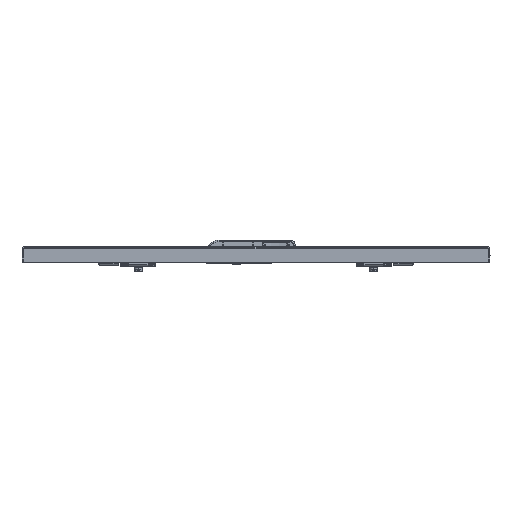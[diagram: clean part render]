
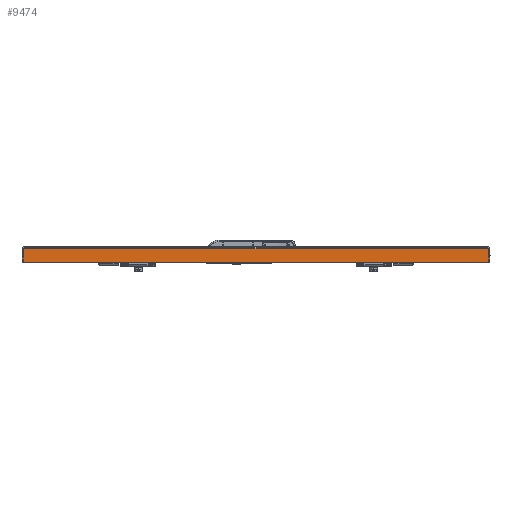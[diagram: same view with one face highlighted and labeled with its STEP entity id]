
A CAD part, left-side view. The second image highlights one B-rep face of the part: STEP entity #9474.
In plain terms, the highlighted planar face has unit normal (-1, 0, 0).
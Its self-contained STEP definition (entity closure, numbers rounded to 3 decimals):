
#7749 = DIRECTION ( 'NONE',  ( 0., -1., 0. ) ) ;
#7754 = CARTESIAN_POINT ( 'NONE',  ( -497., -297.5, -3. ) ) ;
#7768 = CARTESIAN_POINT ( 'NONE',  ( -497., 0., -20. ) ) ;
#7770 = DIRECTION ( 'NONE',  ( 0., -1., 0. ) ) ;
#7777 = DIRECTION ( 'NONE',  ( 0., 0., 1. ) ) ;
#7784 = CARTESIAN_POINT ( 'NONE',  ( -497., -297.5, 0. ) ) ;
#7797 = DIRECTION ( 'NONE',  ( 0., 0., -1. ) ) ;
#7801 = CARTESIAN_POINT ( 'NONE',  ( -497., 297.5, 0. ) ) ;
#7809 = CARTESIAN_POINT ( 'NONE',  ( -497., -297.5, -3. ) ) ;
#7815 = CARTESIAN_POINT ( 'NONE',  ( -497., -297.5, -3. ) ) ;
#7816 = DIRECTION ( 'NONE',  ( 0., -1., 0. ) ) ;
#7820 = DIRECTION ( 'NONE',  ( 0., -1., 0. ) ) ;
#7927 = LINE ( 'NONE', #7754, #7934 ) ;
#7934 = VECTOR ( 'NONE', #7749, 1000. ) ;
#7942 = LINE ( 'NONE', #7768, #7945 ) ;
#7945 = VECTOR ( 'NONE', #7770, 1000. ) ;
#7949 = LINE ( 'NONE', #7784, #7953 ) ;
#7953 = VECTOR ( 'NONE', #7777, 1000. ) ;
#7964 = LINE ( 'NONE', #7801, #7968 ) ;
#7968 = VECTOR ( 'NONE', #7797, 1000. ) ;
#7974 = LINE ( 'NONE', #7809, #7983 ) ;
#7976 = LINE ( 'NONE', #7815, #7979 ) ;
#7979 = VECTOR ( 'NONE', #7816, 1000. ) ;
#7983 = VECTOR ( 'NONE', #7820, 1000. ) ;
#9474 = ADVANCED_FACE ( 'NONE', ( #28944 ), #28119, .F. ) ;
#11709 = EDGE_LOOP ( 'NONE', ( #38514, #38515, #38516, #38517, #38518, #38519 ) ) ;
#15887 = EDGE_CURVE ( 'NONE', #32260, #32266, #7927, .T. ) ;
#15893 = EDGE_CURVE ( 'NONE', #32276, #32268, #7942, .T. ) ;
#15899 = EDGE_CURVE ( 'NONE', #32268, #32280, #7949, .T. ) ;
#15907 = EDGE_CURVE ( 'NONE', #32270, #32276, #7964, .T. ) ;
#15913 = EDGE_CURVE ( 'NONE', #32266, #32280, #7976, .T. ) ;
#15915 = EDGE_CURVE ( 'NONE', #32270, #32260, #7974, .T. ) ;
#28112 = CARTESIAN_POINT ( 'NONE',  ( -497., 0., 0. ) ) ;
#28119 = PLANE ( 'NONE',  #29968 ) ;
#28121 = DIRECTION ( 'NONE',  ( 1., 0., 0. ) ) ;
#28122 = DIRECTION ( 'NONE',  ( 0., 0., -1. ) ) ;
#28944 = FACE_OUTER_BOUND ( 'NONE', #11709, .T. ) ;
#29968 = AXIS2_PLACEMENT_3D ( 'NONE', #28112, #28121, #28122 ) ;
#32260 = VERTEX_POINT ( 'NONE', #35462 ) ;
#32266 = VERTEX_POINT ( 'NONE', #35465 ) ;
#32268 = VERTEX_POINT ( 'NONE', #35466 ) ;
#32270 = VERTEX_POINT ( 'NONE', #35467 ) ;
#32276 = VERTEX_POINT ( 'NONE', #35470 ) ;
#32280 = VERTEX_POINT ( 'NONE', #35472 ) ;
#35462 = CARTESIAN_POINT ( 'NONE',  ( -497., 294.5, -3. ) ) ;
#35465 = CARTESIAN_POINT ( 'NONE',  ( -497., -294.5, -3. ) ) ;
#35466 = CARTESIAN_POINT ( 'NONE',  ( -497., -297.5, -20. ) ) ;
#35467 = CARTESIAN_POINT ( 'NONE',  ( -497., 297.5, -3. ) ) ;
#35470 = CARTESIAN_POINT ( 'NONE',  ( -497., 297.5, -20. ) ) ;
#35472 = CARTESIAN_POINT ( 'NONE',  ( -497., -297.5, -3. ) ) ;
#38514 = ORIENTED_EDGE ( 'NONE', *, *, #15915, .F. ) ;
#38515 = ORIENTED_EDGE ( 'NONE', *, *, #15907, .T. ) ;
#38516 = ORIENTED_EDGE ( 'NONE', *, *, #15893, .T. ) ;
#38517 = ORIENTED_EDGE ( 'NONE', *, *, #15899, .T. ) ;
#38518 = ORIENTED_EDGE ( 'NONE', *, *, #15913, .F. ) ;
#38519 = ORIENTED_EDGE ( 'NONE', *, *, #15887, .F. ) ;
